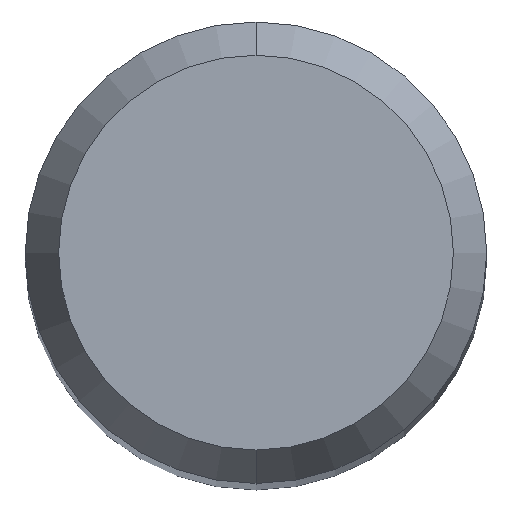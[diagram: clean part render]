
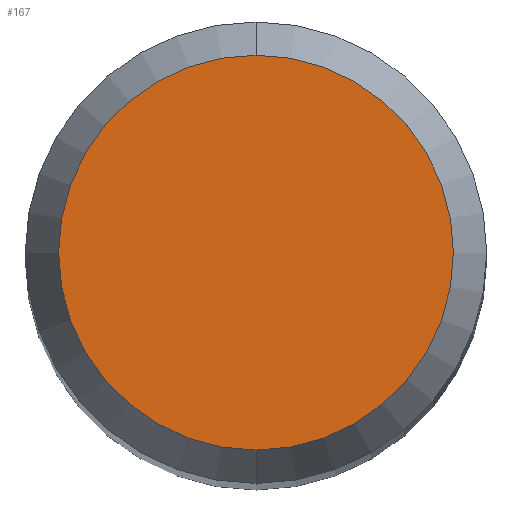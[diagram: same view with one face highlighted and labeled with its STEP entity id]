
A CAD part, top view. The second image highlights one B-rep face of the part: STEP entity #167.
In plain terms, the highlighted planar face has unit normal (0, 0, 1).
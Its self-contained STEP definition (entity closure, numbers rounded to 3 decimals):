
#139=EDGE_CURVE('',#191,#301,#358,.T.);
#161=EDGE_CURVE('',#301,#191,#382,.T.);
#167=ADVANCED_FACE('',(#388),#389,.T.);
#191=VERTEX_POINT('',#415);
#301=VERTEX_POINT('',#543);
#358=CIRCLE('',#604,1.358);
#382=CIRCLE('',#638,1.358);
#388=FACE_OUTER_BOUND('',#646,.T.);
#389=PLANE('',#647);
#415=CARTESIAN_POINT('',(0.0,1.358,0.01));
#543=CARTESIAN_POINT('',(0.,-1.358,0.01));
#604=AXIS2_PLACEMENT_3D('',#882,#883,#884);
#638=AXIS2_PLACEMENT_3D('',#915,#916,#917);
#646=EDGE_LOOP('',(#925,#926));
#647=AXIS2_PLACEMENT_3D('',#927,#928,#929);
#882=CARTESIAN_POINT('',(0.0,0.0,0.01));
#883=DIRECTION('',(0.0,0.0,-1.0));
#884=DIRECTION('',(0.0,1.0,0.0));
#915=CARTESIAN_POINT('',(0.0,0.0,0.01));
#916=DIRECTION('',(0.0,0.0,-1.0));
#917=DIRECTION('',(0.0,1.0,0.0));
#925=ORIENTED_EDGE('',*,*,#139,.F.);
#926=ORIENTED_EDGE('',*,*,#161,.F.);
#927=CARTESIAN_POINT('',(0.0,0.679,0.01));
#928=DIRECTION('',(-0.0,0.0,1.0));
#929=DIRECTION('',(0.0,-1.0,0.0));
